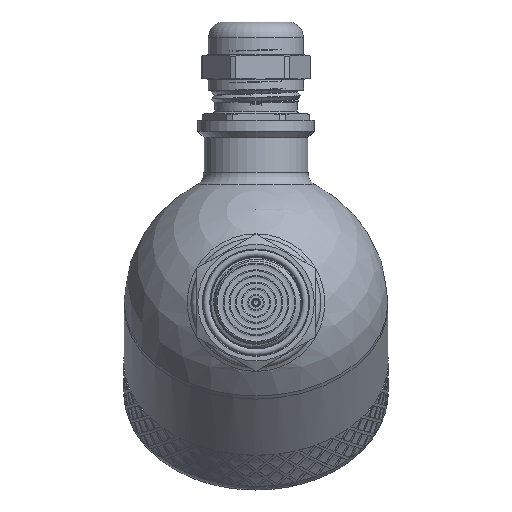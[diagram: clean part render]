
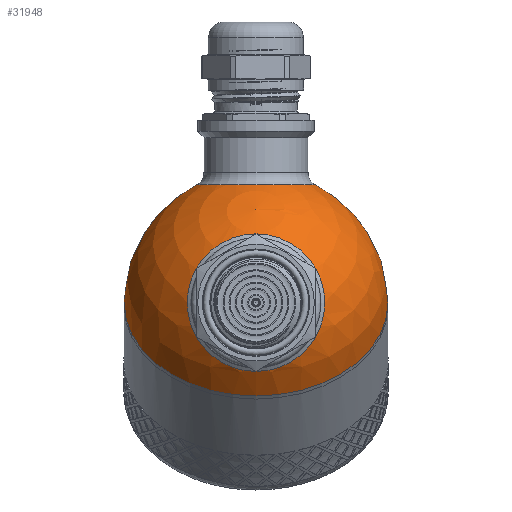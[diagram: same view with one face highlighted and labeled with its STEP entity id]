
A CAD part, left-side view. The second image highlights one B-rep face of the part: STEP entity #31948.
In plain terms, the highlighted spherical face has radius 30 mm.
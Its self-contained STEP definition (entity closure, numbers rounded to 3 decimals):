
#16=SPHERICAL_SURFACE('',#33541,30.);
#730=FACE_BOUND('',#10989,.T.);
#731=FACE_BOUND('',#10990,.T.);
#8818=FACE_OUTER_BOUND('',#10988,.T.);
#10988=EDGE_LOOP('',(#28816,#28817,#28818,#28819));
#10989=EDGE_LOOP('',(#28820));
#10990=EDGE_LOOP('',(#28821));
#11737=CIRCLE('',#33538,15.643);
#11740=CIRCLE('',#33542,30.);
#11741=CIRCLE('',#33543,30.);
#11742=CIRCLE('',#33544,30.);
#11743=CIRCLE('',#33545,13.5);
#14842=VERTEX_POINT('',#74877);
#14844=VERTEX_POINT('',#74883);
#14845=VERTEX_POINT('',#74884);
#14846=VERTEX_POINT('',#74886);
#14847=VERTEX_POINT('',#74889);
#19555=EDGE_CURVE('',#14842,#14842,#11737,.T.);
#19558=EDGE_CURVE('',#14844,#14845,#11740,.T.);
#19559=EDGE_CURVE('',#14844,#14846,#11741,.T.);
#19560=EDGE_CURVE('',#14845,#14844,#11742,.T.);
#19561=EDGE_CURVE('',#14847,#14847,#11743,.T.);
#28816=ORIENTED_EDGE('',*,*,#19558,.F.);
#28817=ORIENTED_EDGE('',*,*,#19559,.T.);
#28818=ORIENTED_EDGE('',*,*,#19559,.F.);
#28819=ORIENTED_EDGE('',*,*,#19560,.F.);
#28820=ORIENTED_EDGE('',*,*,#19555,.F.);
#28821=ORIENTED_EDGE('',*,*,#19561,.F.);
#31948=ADVANCED_FACE('',(#8818,#730,#731),#16,.T.);
#33538=AXIS2_PLACEMENT_3D('',#74878,#37316,#37317);
#33541=AXIS2_PLACEMENT_3D('',#74882,#37322,#37323);
#33542=AXIS2_PLACEMENT_3D('',#74885,#37324,#37325);
#33543=AXIS2_PLACEMENT_3D('',#74887,#37326,#37327);
#33544=AXIS2_PLACEMENT_3D('',#74888,#37328,#37329);
#33545=AXIS2_PLACEMENT_3D('',#74890,#37330,#37331);
#37316=DIRECTION('center_axis',(-0.707,0.,0.707));
#37317=DIRECTION('ref_axis',(0.707,0.,0.707));
#37322=DIRECTION('center_axis',(1.,0.,0.));
#37323=DIRECTION('ref_axis',(0.,-1.,0.));
#37324=DIRECTION('center_axis',(1.,0.,0.));
#37325=DIRECTION('ref_axis',(0.,1.,0.));
#37326=DIRECTION('center_axis',(0.,0.,1.));
#37327=DIRECTION('ref_axis',(0.,1.,0.));
#37328=DIRECTION('center_axis',(1.,0.,0.));
#37329=DIRECTION('ref_axis',(0.,1.,0.));
#37330=DIRECTION('center_axis',(-0.707,0.,-0.707));
#37331=DIRECTION('ref_axis',(-0.707,0.,0.707));
#74877=CARTESIAN_POINT('',(-29.162,0.,7.04));
#74878=CARTESIAN_POINT('Origin',(-18.101,0.,18.101));
#74882=CARTESIAN_POINT('Origin',(0.,0.,0.));
#74883=CARTESIAN_POINT('',(0.,30.,0.));
#74884=CARTESIAN_POINT('',(0.,-30.,0.));
#74885=CARTESIAN_POINT('Origin',(0.,0.,0.));
#74886=CARTESIAN_POINT('',(-30.,0.,0.));
#74887=CARTESIAN_POINT('Origin',(0.,0.,0.));
#74888=CARTESIAN_POINT('Origin',(0.,0.,0.));
#74889=CARTESIAN_POINT('',(-9.398,0.,-28.49));
#74890=CARTESIAN_POINT('Origin',(-18.944,0.,-18.944));
